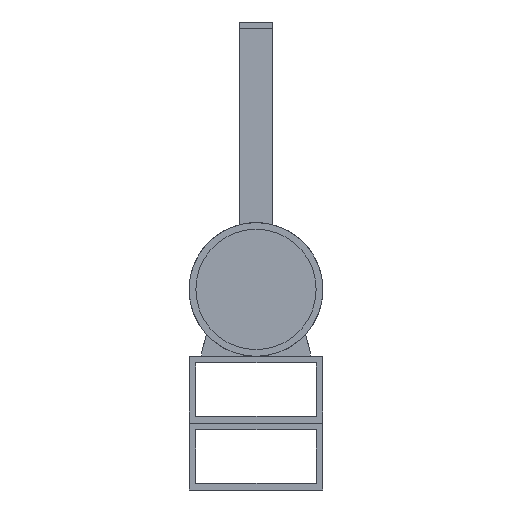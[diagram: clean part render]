
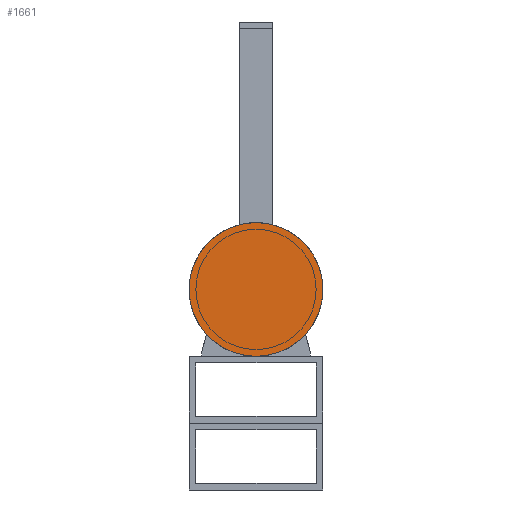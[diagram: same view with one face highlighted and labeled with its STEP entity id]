
A CAD part, left-side view. The second image highlights one B-rep face of the part: STEP entity #1661.
In plain terms, the highlighted planar face has unit normal (-1, 0, 0).
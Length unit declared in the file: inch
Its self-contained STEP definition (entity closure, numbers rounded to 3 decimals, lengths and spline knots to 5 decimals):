
#125=CIRCLE('',#1789,1.);
#186=FACE_OUTER_BOUND('',#288,.T.);
#288=EDGE_LOOP('',(#1316));
#750=VERTEX_POINT('',#2353);
#1003=EDGE_CURVE('',#750,#750,#125,.T.);
#1316=ORIENTED_EDGE('',*,*,#1003,.T.);
#1578=PLANE('',#1790);
#1661=ADVANCED_FACE('',(#186),#1578,.F.);
#1789=AXIS2_PLACEMENT_3D('',#2551,#2080,#2081);
#1790=AXIS2_PLACEMENT_3D('',#2552,#2082,#2083);
#2080=DIRECTION('center_axis',(-1.,0.,0.));
#2081=DIRECTION('ref_axis',(0.,0.,1.));
#2082=DIRECTION('center_axis',(1.,0.,0.));
#2083=DIRECTION('ref_axis',(0.,0.,-1.));
#2353=CARTESIAN_POINT('',(-8.,1.,1.));
#2551=CARTESIAN_POINT('Origin',(-8.,1.,2.));
#2552=CARTESIAN_POINT('Origin',(-8.,1.,2.));
